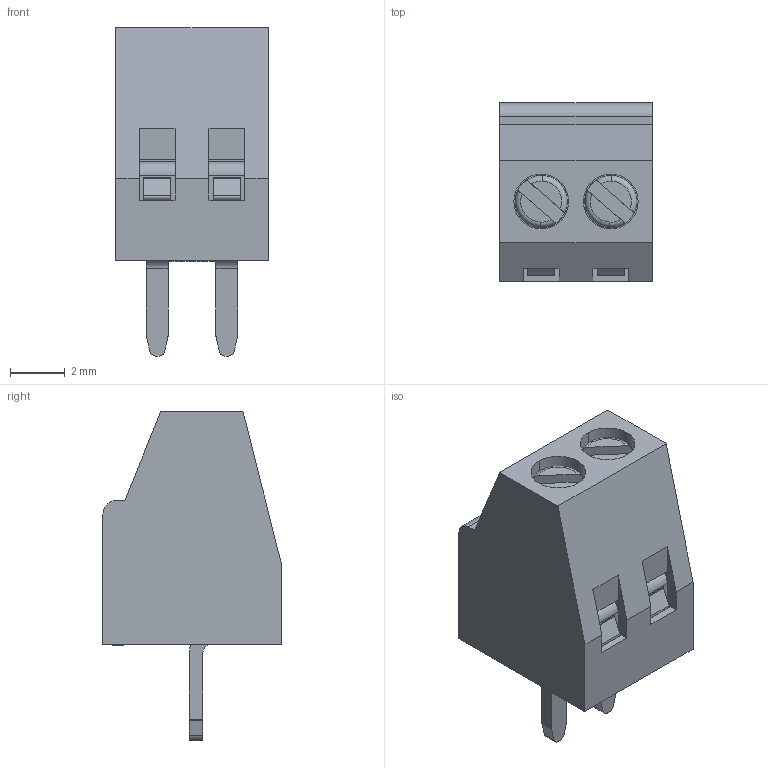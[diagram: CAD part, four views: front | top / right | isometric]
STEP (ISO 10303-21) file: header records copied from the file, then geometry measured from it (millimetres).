
FILE_DESCRIPTION(('STEP AP214'),'1');
FILE_NAME('CONN-TH_XY308-2.54-2P.stp','2021-08-18T18:56:43',(' '),(' '),'Spatial InterOp 3D',' ',' ');
FILE_SCHEMA(('AUTOMOTIVE_DESIGN { 1 0 10303 214 1 1 1 1 }'));
Length unit declared in the file: millimetre
Products named in the file (1): PRT0001
Bounding box: 5.58 x 6.5 x 12 mm (x, y, z)
Volume: 162.5 mm3; surface area: 653.2 mm2
Topology: 5 solids, 5 shells, 346 faces, 973 edges, 642 vertices
Faces by surface type: plane 269, cylinder 69, torus 8
Entity records: 13929 total; most frequent: CARTESIAN_POINT 2031, ORIENTED_EDGE 1946, DIRECTION 1815, EDGE_CURVE 973, LINE 803, VECTOR 803, VERTEX_POINT 642, AXIS2_PLACEMENT_3D 506
